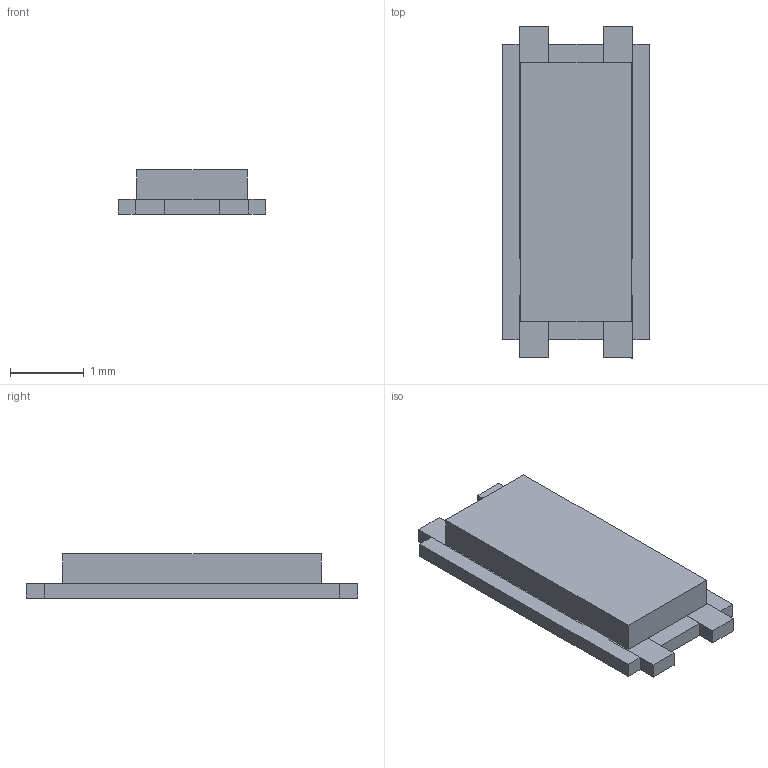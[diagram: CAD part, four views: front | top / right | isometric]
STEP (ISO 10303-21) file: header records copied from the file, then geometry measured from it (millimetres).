
FILE_DESCRIPTION(/* description */ (''),/* implementation_level */ '2;1');
FILE_NAME(/* name */ 'SMLK18WB v2.step',/* time_stamp */ '2022-07-01T14:48:11-07:00',/* author */ (''),/* organization */ (''),/* preprocessor_version */ 'ST-DEVELOPER v19',/* originating_system */ 'Autodesk Translation Framework v11.7.0.108',/* authorisation */ '');
FILE_SCHEMA (('AUTOMOTIVE_DESIGN { 1 0 10303 214 3 1 1 }'));
Length unit declared in the file: millimetre
Products named in the file (1): SMLK18WB
Bounding box: 2 x 4.5 x 0.6 mm (x, y, z)
Volume: 3.8 mm3; surface area: 39.2 mm2
Topology: 6 solids, 6 shells, 52 faces, 120 edges, 80 vertices
Faces by surface type: plane 52
Entity records: 1493 total; most frequent: CARTESIAN_POINT 253, ORIENTED_EDGE 240, DIRECTION 226, LINE 120, VECTOR 120, EDGE_CURVE 120, VERTEX_POINT 80, AXIS2_PLACEMENT_3D 53
